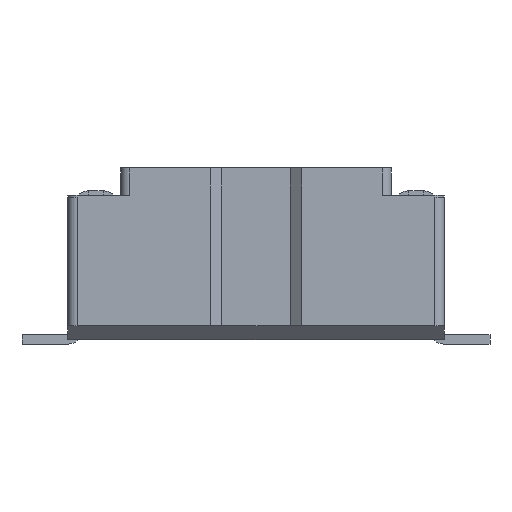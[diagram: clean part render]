
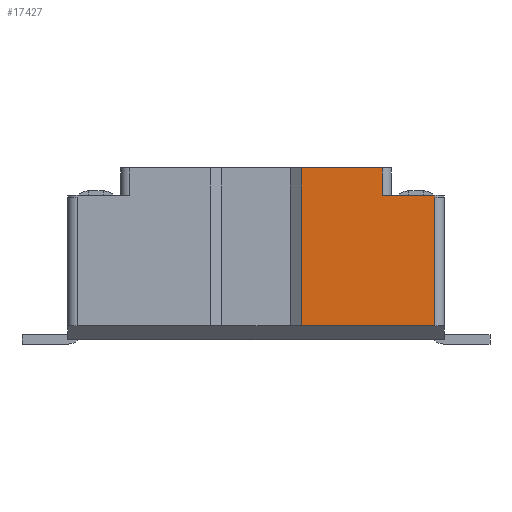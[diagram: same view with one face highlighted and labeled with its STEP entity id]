
A CAD part, left-side view. The second image highlights one B-rep face of the part: STEP entity #17427.
In plain terms, the highlighted planar face has unit normal (-1, 0, 0).
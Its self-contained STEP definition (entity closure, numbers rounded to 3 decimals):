
#7132=CARTESIAN_POINT('',(-3.15,-1.375,-0.3));
#7133=VERTEX_POINT('',#7132);
#7141=CARTESIAN_POINT('',(-3.15,-1.95,-0.3));
#7142=VERTEX_POINT('',#7141);
#7143=CARTESIAN_POINT('',(-3.15,-1.375,-0.3));
#7144=DIRECTION('',(0.,-1.,0.));
#7145=VECTOR('',#7144,0.575);
#7146=LINE('',#7143,#7145);
#7147=EDGE_CURVE('',#7133,#7142,#7146,.T.);
#17171=CARTESIAN_POINT('',(-3.15,-0.5,0.));
#17172=VERTEX_POINT('',#17171);
#17179=CARTESIAN_POINT('',(-3.15,-1.375,0.));
#17180=VERTEX_POINT('',#17179);
#17181=CARTESIAN_POINT('',(-3.15,-0.5,0.));
#17182=DIRECTION('',(0.,-1.,0.));
#17183=VECTOR('',#17182,0.875);
#17184=LINE('',#17181,#17183);
#17185=EDGE_CURVE('',#17172,#17180,#17184,.T.);
#17382=CARTESIAN_POINT('',(-3.15,-0.335,-0.895));
#17383=DIRECTION('',(0.,-1.,0.));
#17384=DIRECTION('',(-1.,-0.,0.));
#17385=AXIS2_PLACEMENT_3D('',#17382,#17384,#17383);
#17386=PLANE('',#17385);
#17387=CARTESIAN_POINT('',(-3.15,-1.95,-0.32));
#17388=VERTEX_POINT('',#17387);
#17389=CARTESIAN_POINT('',(-3.15,-1.95,-0.32));
#17390=DIRECTION('',(0.,0.,1.));
#17391=VECTOR('',#17390,0.02);
#17392=LINE('',#17389,#17391);
#17393=EDGE_CURVE('',#17388,#7142,#17392,.T.);
#17394=ORIENTED_EDGE('',*,*,#17393,.T.);
#17395=ORIENTED_EDGE('',*,*,#7147,.F.);
#17396=CARTESIAN_POINT('',(-3.15,-1.375,-0.3));
#17397=DIRECTION('',(0.,0.,1.));
#17398=VECTOR('',#17397,0.3);
#17399=LINE('',#17396,#17398);
#17400=EDGE_CURVE('',#7133,#17180,#17399,.T.);
#17401=ORIENTED_EDGE('',*,*,#17400,.T.);
#17402=ORIENTED_EDGE('',*,*,#17185,.F.);
#17403=CARTESIAN_POINT('',(-3.15,-0.5,-1.72));
#17404=VERTEX_POINT('',#17403);
#17405=CARTESIAN_POINT('',(-3.15,-0.5,0.));
#17406=DIRECTION('',(0.,0.,-1.));
#17407=VECTOR('',#17406,1.72);
#17408=LINE('',#17405,#17407);
#17409=EDGE_CURVE('',#17172,#17404,#17408,.T.);
#17410=ORIENTED_EDGE('',*,*,#17409,.T.);
#17411=CARTESIAN_POINT('',(-3.15,-1.95,-1.72));
#17412=VERTEX_POINT('',#17411);
#17413=CARTESIAN_POINT('',(-3.15,-1.95,-1.72));
#17414=DIRECTION('',(0.,1.,0.));
#17415=VECTOR('',#17414,1.45);
#17416=LINE('',#17413,#17415);
#17417=EDGE_CURVE('',#17412,#17404,#17416,.T.);
#17418=ORIENTED_EDGE('',*,*,#17417,.F.);
#17419=CARTESIAN_POINT('',(-3.15,-1.95,-1.72));
#17420=DIRECTION('',(0.,0.,1.));
#17421=VECTOR('',#17420,1.4);
#17422=LINE('',#17419,#17421);
#17423=EDGE_CURVE('',#17412,#17388,#17422,.T.);
#17424=ORIENTED_EDGE('',*,*,#17423,.T.);
#17425=EDGE_LOOP('',(#17394,#17395,#17401,#17402,#17410,#17418,#17424));
#17426=FACE_OUTER_BOUND('',#17425,.T.);
#17427=ADVANCED_FACE('',(#17426),#17386,.T.);
